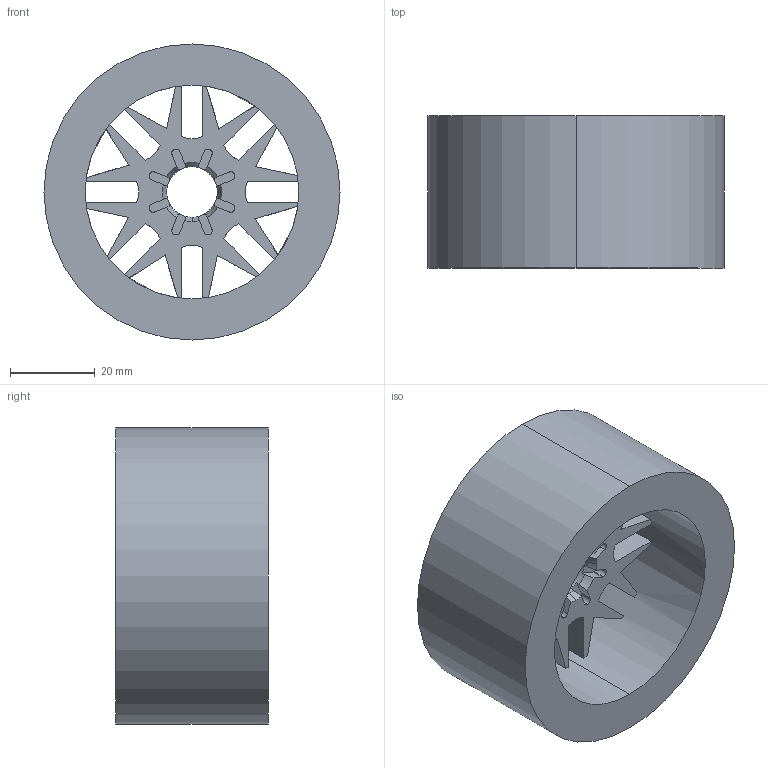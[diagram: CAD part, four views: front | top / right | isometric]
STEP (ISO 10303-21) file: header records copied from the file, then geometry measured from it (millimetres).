
FILE_DESCRIPTION (( 'STEP AP214' ), '1' );
FILE_NAME ('Roue.STEP', '2015-03-12T01:52:43', ( '' ), ( '' ), 'SwSTEP 2.0', 'SolidWorks 2014', '' );
FILE_SCHEMA (( 'AUTOMOTIVE_DESIGN' ));
Length unit declared in the file: millimetre
Products named in the file (1): Roue
Bounding box: 70 x 36 x 70 mm (x, y, z)
Volume: 76648.6 mm3; surface area: 25009.4 mm2
Topology: 1 solids, 1 shells, 116 faces, 381 edges, 252 vertices
Faces by surface type: plane 75, cylinder 27, cone 14
Entity records: 4435 total; most frequent: CARTESIAN_POINT 1000, ORIENTED_EDGE 762, DIRECTION 679, EDGE_CURVE 381, VERTEX_POINT 252, AXIS2_PLACEMENT_3D 239, LINE 201, VECTOR 201
